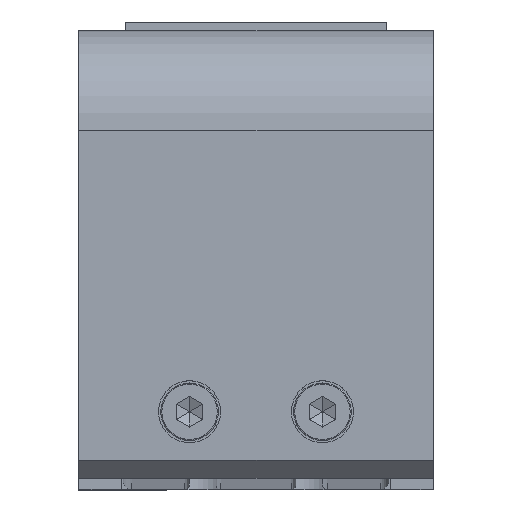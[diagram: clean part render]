
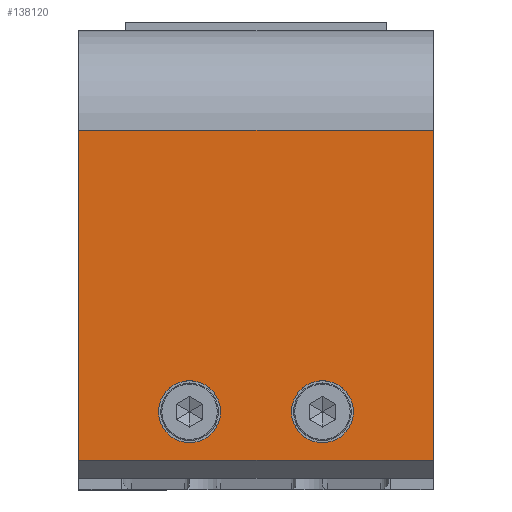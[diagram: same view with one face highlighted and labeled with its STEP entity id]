
A CAD part, top view. The second image highlights one B-rep face of the part: STEP entity #138120.
In plain terms, the highlighted planar face has unit normal (0, 0, 1).
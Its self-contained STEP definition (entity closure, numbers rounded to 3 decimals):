
#1023 = CIRCLE ( 'NONE', #170035, 7. ) ;
#4452 = DIRECTION ( 'NONE',  ( 1., 0., 0. ) ) ;
#7232 = EDGE_CURVE ( 'NONE', #173187, #29696, #137562, .T. ) ;
#7852 = CARTESIAN_POINT ( 'NONE',  ( 185.798, 159.238, 570.351 ) ) ;
#9037 = DIRECTION ( 'NONE',  ( 0., 0., 1. ) ) ;
#12396 = CARTESIAN_POINT ( 'NONE',  ( 105.798, 159.238, 570.351 ) ) ;
#15072 = EDGE_CURVE ( 'NONE', #75154, #76808, #1023, .T. ) ;
#15995 = DIRECTION ( 'NONE',  ( 1., 0., 0. ) ) ;
#17844 = CARTESIAN_POINT ( 'NONE',  ( 130.798, 174.238, 570.351 ) ) ;
#18487 = VECTOR ( 'NONE', #86173, 1000. ) ;
#24836 = DIRECTION ( 'NONE',  ( 0., 0., 1. ) ) ;
#27135 = FACE_BOUND ( 'NONE', #35775, .T. ) ;
#29696 = VERTEX_POINT ( 'NONE', #159311 ) ;
#30332 = CIRCLE ( 'NONE', #132991, 7. ) ;
#35363 = ORIENTED_EDGE ( 'NONE', *, *, #111253, .T. ) ;
#35775 = EDGE_LOOP ( 'NONE', ( #44728, #148334 ) ) ;
#36293 = ORIENTED_EDGE ( 'NONE', *, *, #173643, .F. ) ;
#37060 = CIRCLE ( 'NONE', #184720, 7. ) ;
#37271 = LINE ( 'NONE', #7852, #110811 ) ;
#37441 = CARTESIAN_POINT ( 'NONE',  ( 185.798, 237.738, 570.351 ) ) ;
#38178 = VECTOR ( 'NONE', #98827, 1000. ) ;
#39036 = CARTESIAN_POINT ( 'NONE',  ( 167.798, 174.238, 570.351 ) ) ;
#44728 = ORIENTED_EDGE ( 'NONE', *, *, #15072, .F. ) ;
#45854 = ORIENTED_EDGE ( 'NONE', *, *, #7232, .T. ) ;
#50789 = CARTESIAN_POINT ( 'NONE',  ( 153.798, 174.238, 570.351 ) ) ;
#53630 = EDGE_CURVE ( 'NONE', #69037, #83408, #163186, .T. ) ;
#56469 = FACE_OUTER_BOUND ( 'NONE', #119032, .T. ) ;
#58330 = ORIENTED_EDGE ( 'NONE', *, *, #176997, .F. ) ;
#58438 = EDGE_CURVE ( 'NONE', #173187, #83408, #37271, .T. ) ;
#61470 = DIRECTION ( 'NONE',  ( 0., 0., 1. ) ) ;
#62546 = VECTOR ( 'NONE', #4452, 1000. ) ;
#63234 = EDGE_CURVE ( 'NONE', #76808, #75154, #30332, .T. ) ;
#66762 = DIRECTION ( 'NONE',  ( 1., 0., 0. ) ) ;
#68633 = CARTESIAN_POINT ( 'NONE',  ( 185.798, 237.738, 570.351 ) ) ;
#69037 = VERTEX_POINT ( 'NONE', #115595 ) ;
#72807 = CARTESIAN_POINT ( 'NONE',  ( 160.798, 174.238, 570.351 ) ) ;
#75154 = VERTEX_POINT ( 'NONE', #39036 ) ;
#76594 = VERTEX_POINT ( 'NONE', #132067 ) ;
#76808 = VERTEX_POINT ( 'NONE', #50789 ) ;
#80712 = DIRECTION ( 'NONE',  ( 0., -1., 0. ) ) ;
#83408 = VERTEX_POINT ( 'NONE', #185362 ) ;
#86173 = DIRECTION ( 'NONE',  ( 0., -1., 0. ) ) ;
#98827 = DIRECTION ( 'NONE',  ( -1., 0., 0. ) ) ;
#101999 = CARTESIAN_POINT ( 'NONE',  ( 185.798, 163.238, 570.351 ) ) ;
#104053 = DIRECTION ( 'NONE',  ( 0., 0., 1. ) ) ;
#110811 = VECTOR ( 'NONE', #80712, 1000. ) ;
#111253 = EDGE_CURVE ( 'NONE', #29696, #69037, #142017, .T. ) ;
#112848 = DIRECTION ( 'NONE',  ( 1., 0., 0. ) ) ;
#114181 = DIRECTION ( 'NONE',  ( -1., 0., 0. ) ) ;
#115092 = FACE_BOUND ( 'NONE', #122626, .T. ) ;
#115595 = CARTESIAN_POINT ( 'NONE',  ( 105.798, 163.238, 570.351 ) ) ;
#118271 = DIRECTION ( 'NONE',  ( 1., 0., 0. ) ) ;
#119032 = EDGE_LOOP ( 'NONE', ( #35363, #151578, #133024, #45854 ) ) ;
#122626 = EDGE_LOOP ( 'NONE', ( #36293, #58330 ) ) ;
#125635 = AXIS2_PLACEMENT_3D ( 'NONE', #171558, #169730, #114181 ) ;
#126480 = PLANE ( 'NONE',  #125635 ) ;
#129256 = CIRCLE ( 'NONE', #168378, 7. ) ;
#130458 = CARTESIAN_POINT ( 'NONE',  ( 123.798, 174.238, 570.351 ) ) ;
#132067 = CARTESIAN_POINT ( 'NONE',  ( 137.798, 174.238, 570.351 ) ) ;
#132991 = AXIS2_PLACEMENT_3D ( 'NONE', #141162, #24836, #112848 ) ;
#133024 = ORIENTED_EDGE ( 'NONE', *, *, #58438, .F. ) ;
#137562 = LINE ( 'NONE', #37441, #38178 ) ;
#138120 = ADVANCED_FACE ( 'NONE', ( #115092, #27135, #56469 ), #126480, .F. ) ;
#141162 = CARTESIAN_POINT ( 'NONE',  ( 160.798, 174.238, 570.351 ) ) ;
#142017 = LINE ( 'NONE', #12396, #18487 ) ;
#148334 = ORIENTED_EDGE ( 'NONE', *, *, #63234, .F. ) ;
#150901 = CARTESIAN_POINT ( 'NONE',  ( 130.798, 174.238, 570.351 ) ) ;
#151578 = ORIENTED_EDGE ( 'NONE', *, *, #53630, .T. ) ;
#159311 = CARTESIAN_POINT ( 'NONE',  ( 105.798, 237.738, 570.351 ) ) ;
#163186 = LINE ( 'NONE', #101999, #62546 ) ;
#168378 = AXIS2_PLACEMENT_3D ( 'NONE', #17844, #104053, #15995 ) ;
#169730 = DIRECTION ( 'NONE',  ( 0., 0., -1. ) ) ;
#170035 = AXIS2_PLACEMENT_3D ( 'NONE', #72807, #61470, #118271 ) ;
#171558 = CARTESIAN_POINT ( 'NONE',  ( 185.798, 159.238, 570.351 ) ) ;
#173187 = VERTEX_POINT ( 'NONE', #68633 ) ;
#173643 = EDGE_CURVE ( 'NONE', #76594, #183849, #129256, .T. ) ;
#176997 = EDGE_CURVE ( 'NONE', #183849, #76594, #37060, .T. ) ;
#183849 = VERTEX_POINT ( 'NONE', #130458 ) ;
#184720 = AXIS2_PLACEMENT_3D ( 'NONE', #150901, #9037, #66762 ) ;
#185362 = CARTESIAN_POINT ( 'NONE',  ( 185.798, 163.238, 570.351 ) ) ;
